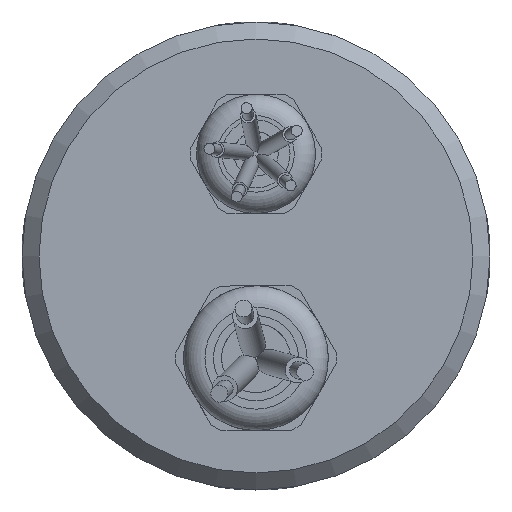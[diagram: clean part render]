
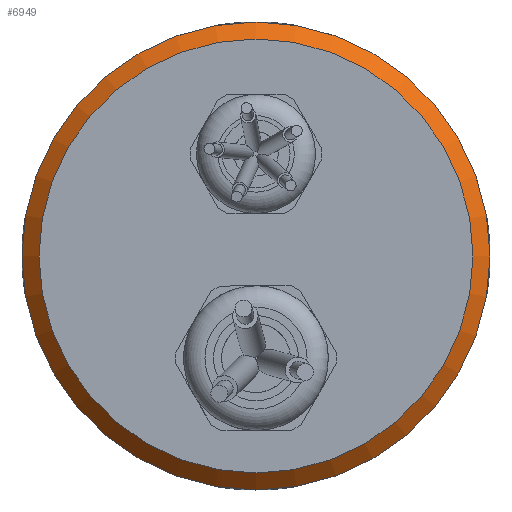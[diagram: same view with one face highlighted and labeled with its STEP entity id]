
A CAD part, left-side view. The second image highlights one B-rep face of the part: STEP entity #6949.
In plain terms, the highlighted conical face has half-angle 45 degrees and reference radius 27.5 mm.
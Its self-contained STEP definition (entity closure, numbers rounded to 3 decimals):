
#745 = EDGE_LOOP ( 'NONE', ( #8546 ) ) ;
#813 = AXIS2_PLACEMENT_3D ( 'NONE', #8551, #14096, #1636 ) ;
#1636 = DIRECTION ( 'NONE',  ( 0., 0., -1. ) ) ;
#2406 = DIRECTION ( 'NONE',  ( 0., 0., -1. ) ) ;
#2637 = DIRECTION ( 'NONE',  ( -1., 0., 0. ) ) ;
#3767 = FACE_OUTER_BOUND ( 'NONE', #12624, .T. ) ;
#3863 = VERTEX_POINT ( 'NONE', #9416 ) ;
#5322 = VERTEX_POINT ( 'NONE', #10866 ) ;
#6393 = EDGE_CURVE ( 'NONE', #3863, #3863, #8640, .T. ) ;
#6949 = ADVANCED_FACE ( 'Defeature ausgef�hrt1_3', ( #12037, #3767 ), #15814, .T. ) ;
#7188 = EDGE_CURVE ( 'NONE', #5322, #5322, #15236, .T. ) ;
#7394 = AXIS2_PLACEMENT_3D ( 'NONE', #15102, #2637, #8187 ) ;
#7976 = AXIS2_PLACEMENT_3D ( 'NONE', #9322, #14870, #2406 ) ;
#8187 = DIRECTION ( 'NONE',  ( 0., 0., -1. ) ) ;
#8546 = ORIENTED_EDGE ( 'NONE', *, *, #7188, .F. ) ;
#8551 = CARTESIAN_POINT ( 'NONE',  ( -160., 0., 0. ) ) ;
#8640 = CIRCLE ( 'NONE', #813, 27.5 ) ;
#9322 = CARTESIAN_POINT ( 'NONE',  ( -160., 0., 0. ) ) ;
#9416 = CARTESIAN_POINT ( 'NONE',  ( -160., 0., -27.5 ) ) ;
#10866 = CARTESIAN_POINT ( 'NONE',  ( -162., 0., -25.5 ) ) ;
#12037 = FACE_BOUND ( 'NONE', #745, .T. ) ;
#12624 = EDGE_LOOP ( 'NONE', ( #15709 ) ) ;
#14096 = DIRECTION ( 'NONE',  ( 1., 0., 0. ) ) ;
#14870 = DIRECTION ( 'NONE',  ( 1., 0., 0. ) ) ;
#15102 = CARTESIAN_POINT ( 'NONE',  ( -162., 0., 0. ) ) ;
#15236 = CIRCLE ( 'NONE', #7394, 25.5 ) ;
#15709 = ORIENTED_EDGE ( 'NONE', *, *, #6393, .F. ) ;
#15814 = CONICAL_SURFACE ( 'NONE', #7976, 27.5, 0.785 ) ;
